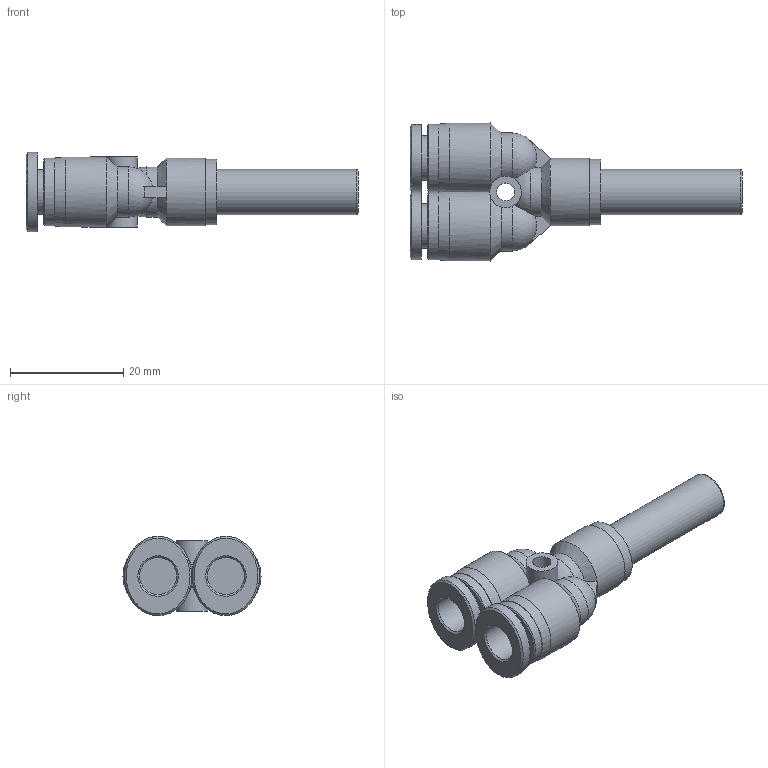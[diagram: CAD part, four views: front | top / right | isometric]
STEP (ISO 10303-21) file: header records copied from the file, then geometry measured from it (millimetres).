
FILE_DESCRIPTION((''),'2;1');
FILE_NAME('PWJ 5_16-1_4.stp','2016-10-17T15:51:22',('Administrator'),(''),'Autodesk Inventor 2013','Autodesk Inventor 2013','');
FILE_SCHEMA(('CONFIG_CONTROL_DESIGN'));
Length unit declared in the file: millimetre
Products named in the file (4): PWJ 5_16-1_4; NJ BODY 0806; NWT 1_4 BODY; SLEEVE N1_4L
Assembly tree (4 placements, depth 2):
  PWJ 5_16-1_4
    NJ BODY 0806
    NWT 1_4 BODY
    SLEEVE N1_4L  x2
Bounding box: 58.7 x 24.4 x 14 mm (x, y, z)
Volume: 5796.3 mm3; surface area: 4677.7 mm2
Topology: 4 solids, 4 shells, 70 faces, 147 edges, 92 vertices
Faces by surface type: plane 31, cylinder 20, cone 10, sphere 4, bspline 4, torus 1
Full cylindrical faces by diameter (mm): 3.2 x1, 5.6 x2, 6.55 x4, 7.9 x2, 8 x1, 11.6 x1, 11.9 x2, 12 x1
Entity records: 1880 total; most frequent: CARTESIAN_POINT 556, DIRECTION 267, ORIENTED_EDGE 224, AXIS2_PLACEMENT_3D 120, EDGE_CURVE 112, EDGE_LOOP 83, VERTEX_POINT 79, FACE_OUTER_BOUND 59
